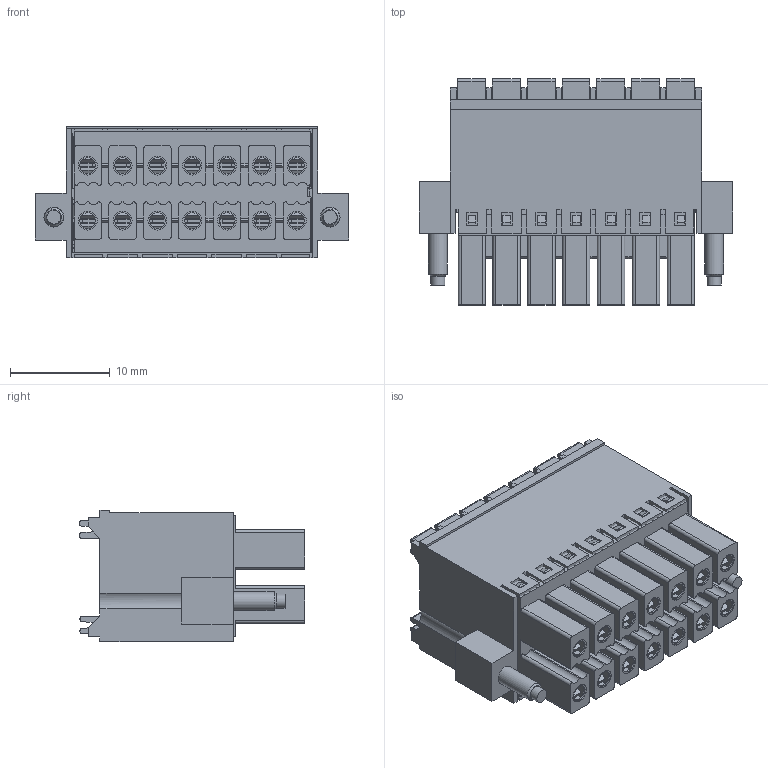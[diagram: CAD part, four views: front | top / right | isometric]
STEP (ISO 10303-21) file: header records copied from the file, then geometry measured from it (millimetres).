
FILE_DESCRIPTION(/* description */ ('Unknown'),/* implementation_level */ '2;1');
FILE_NAME(/* name */ '69137913014',/* time_stamp */ '2024-12-02T14:10:32+01:00',/* author */ ('Unknown'),/* organization */ ('Unknown'),/* preprocessor_version */ 'ST-DEVELOPER v19.4',/* originating_system */ 'Solid Edge',/* authorisation */ 'Unknown');
FILE_SCHEMA (('TECHNICAL_DATA_PACKAGING','PROCESS_PLANNING_SCHEMA','AUTOMOTIVE_DESIGN {1 0 10303 214 3 1 1}'));
Length unit declared in the file: millimetre
Products named in the file (8): 6913791300xx; 691379130014; 691379130014-2; 6913791300xx_Terminal Lever; 6913791300xx_Contact; 6913791300xx_Contact part 1; 6913791300xx_Contact part 2; 6913791300xx_Vis-Flange
Assembly tree (34 placements, depth 3):
  6913791300xx
    691379130014
    691379130014-2
    6913791300xx_Terminal Lever  x14
    6913791300xx_Contact  x14
      6913791300xx_Contact part 1
      6913791300xx_Contact part 2
    6913791300xx_Vis-Flange  x2
Bounding box: 31.5 x 22.7 x 13.25 mm (x, y, z)
Volume: 3467.8 mm3; surface area: 13235.3 mm2
Topology: 46 solids, 46 shells, 3348 faces, 9486 edges, 6239 vertices
Faces by surface type: plane 2349, cylinder 921, bspline 70, torus 6, cone 2
Full cylindrical faces by diameter (mm): 1.4 x2, 1.6 x14, 1.9 x16, 2 x2, 2.8 x2, 2.9 x2, 3 x14
Entity records: 42231 total; most frequent: CARTESIAN_POINT 8216, ORIENTED_EDGE 7184, DIRECTION 6569, EDGE_CURVE 3592, LINE 3085, VECTOR 3085, VERTEX_POINT 2383, AXIS2_PLACEMENT_3D 1742
